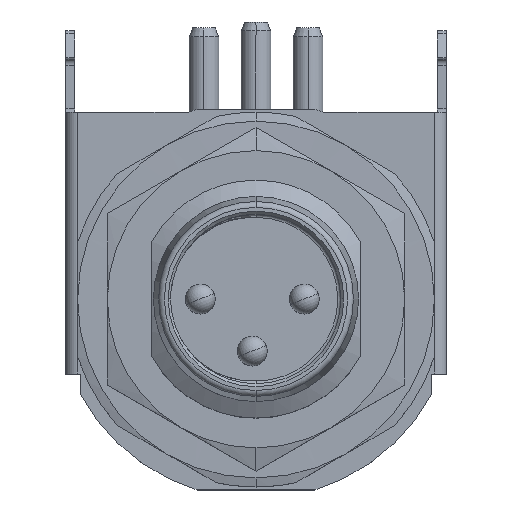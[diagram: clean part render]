
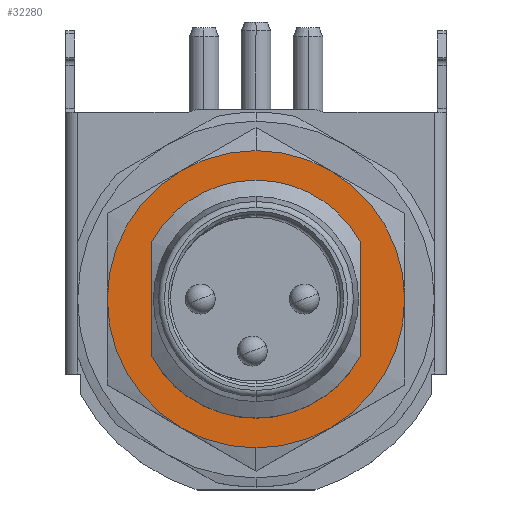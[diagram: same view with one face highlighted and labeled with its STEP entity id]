
A CAD part, top view. The second image highlights one B-rep face of the part: STEP entity #32280.
In plain terms, the highlighted face is planar.
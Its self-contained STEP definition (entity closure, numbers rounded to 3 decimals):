
#8770=CARTESIAN_POINT('',(10.5,-4.,0.));
#8780=VERTEX_POINT('',#8770);
#8810=CARTESIAN_POINT('',(10.5,0.,
0.));
#8820=DIRECTION('',(1.,0.,0.));
#8830=DIRECTION('',(0.,-1.,0.));
#8840=AXIS2_PLACEMENT_3D('',#8810,#8820,#8830);
#8850=CIRCLE('',#8840,4.);
#8860=CARTESIAN_POINT('',(10.5,-1.936,3.5));
#8870=VERTEX_POINT('',#8860);
#8880=EDGE_CURVE('',#8870,#8780,#8850,.T.);
#12030=CARTESIAN_POINT('',(10.5,-4.33,2.5));
#12040=VERTEX_POINT('',#12030);
#28290=CARTESIAN_POINT('',(10.5,4.,0.));
#28300=VERTEX_POINT('',#28290);
#28480=CARTESIAN_POINT('',(10.5,1.936,3.5));
#28490=VERTEX_POINT('',#28480);
#28520=CARTESIAN_POINT('',(10.5,0.,
0.));
#28530=DIRECTION('',(1.,0.,0.));
#28540=DIRECTION('',(0.,-1.,0.));
#28550=AXIS2_PLACEMENT_3D('',#28520,#28530,#28540);
#28560=CIRCLE('',#28550,4.);
#28570=EDGE_CURVE('',#28300,#28490,#28560,.T.);
#29730=CARTESIAN_POINT('',(10.5,0.,5.));
#29740=VERTEX_POINT('',#29730);
#30180=CARTESIAN_POINT('',(10.5,4.33,2.5));
#30190=VERTEX_POINT('',#30180);
#30260=CARTESIAN_POINT('',(10.5,5.,0.));
#30270=VERTEX_POINT('',#30260);
#30300=CARTESIAN_POINT('',(10.5,0.,
0.));
#30310=DIRECTION('',(1.,0.,0.));
#30320=DIRECTION('',(0.,1.,0.));
#30330=AXIS2_PLACEMENT_3D('',#30300,#30310,#30320);
#30340=CIRCLE('',#30330,5.);
#30350=EDGE_CURVE('',#30270,#30190,#30340,.T.);
#31490=CARTESIAN_POINT('',(10.5,6.928,6.));
#31500=DIRECTION('',(1.,0.,0.));
#31510=DIRECTION('',(0.,-1.,0.));
#31520=AXIS2_PLACEMENT_3D('',#31490,#31500,#31510);
#31530=PLANE('',#31520);
#31540=CARTESIAN_POINT('',(10.5,0.,
0.));
#31550=DIRECTION('',(1.,0.,0.));
#31560=DIRECTION('',(0.,1.,0.));
#31570=AXIS2_PLACEMENT_3D('',#31540,#31550,#31560);
#31580=CIRCLE('',#31570,5.);
#31590=CARTESIAN_POINT('',(10.5,-5.,
0.));
#31600=VERTEX_POINT('',#31590);
#31610=CARTESIAN_POINT('',(10.5,-4.33,-2.5));
#31620=VERTEX_POINT('',#31610);
#31630=EDGE_CURVE('',#31600,#31620,#31580,.T.);
#31640=ORIENTED_EDGE('',*,*,#31630,.T.);
#31650=EDGE_CURVE('',#12040,#31600,#31580,.T.);
#31660=ORIENTED_EDGE('',*,*,#31650,.T.);
#31670=CARTESIAN_POINT('',(10.5,0.,
0.));
#31680=DIRECTION('',(1.,0.,0.));
#31690=DIRECTION('',(0.,1.,0.));
#31700=AXIS2_PLACEMENT_3D('',#31670,#31680,#31690);
#31710=CIRCLE('',#31700,5.);
#31720=EDGE_CURVE('',#29740,#12040,#31710,.T.);
#31730=ORIENTED_EDGE('',*,*,#31720,.T.);
#31740=CARTESIAN_POINT('',(10.5,0.,
0.));
#31750=DIRECTION('',(-1.,0.,0.));
#31760=DIRECTION('',(0.,0.,1.));
#31770=AXIS2_PLACEMENT_3D('',#31740,#31750,#31760);
#31780=CIRCLE('',#31770,5.);
#31790=EDGE_CURVE('',#29740,#30190,#31780,.T.);
#31800=ORIENTED_EDGE('',*,*,#31790,.F.);
#31810=ORIENTED_EDGE('',*,*,#30350,.T.);
#31820=CARTESIAN_POINT('',(10.5,4.33,-2.5));
#31830=VERTEX_POINT('',#31820);
#31840=EDGE_CURVE('',#31830,#30270,#30340,.T.);
#31850=ORIENTED_EDGE('',*,*,#31840,.T.);
#31860=CARTESIAN_POINT('',(10.5,0.,
0.));
#31870=DIRECTION('',(1.,0.,0.));
#31880=DIRECTION('',(0.,0.,1.));
#31890=AXIS2_PLACEMENT_3D('',#31860,#31870,#31880);
#31900=CIRCLE('',#31890,5.);
#31910=CARTESIAN_POINT('',(10.5,0.,-5.));
#31920=VERTEX_POINT('',#31910);
#31930=EDGE_CURVE('',#31920,#31830,#31900,.T.);
#31940=ORIENTED_EDGE('',*,*,#31930,.T.);
#31950=CARTESIAN_POINT('',(10.5,0.,
0.));
#31960=DIRECTION('',(1.,0.,0.));
#31970=DIRECTION('',(0.,0.,1.));
#31980=AXIS2_PLACEMENT_3D('',#31950,#31960,#31970);
#31990=CIRCLE('',#31980,5.);
#32000=EDGE_CURVE('',#31620,#31920,#31990,.T.);
#32010=ORIENTED_EDGE('',*,*,#32000,.T.);
#32020=EDGE_LOOP('',(#32010,#31940,#31850,#31810,#31800,#31730,#31660,
#31640));
#32030=FACE_OUTER_BOUND('',#32020,.T.);
#32040=CARTESIAN_POINT('',(10.5,0.,3.5));
#32050=DIRECTION('',(0.,-1.,0.));
#32060=VECTOR('',#32050,1.);
#32070=LINE('',#32040,#32060);
#32080=EDGE_CURVE('',#28490,#8870,#32070,.T.);
#32090=ORIENTED_EDGE('',*,*,#32080,.F.);
#32100=ORIENTED_EDGE('',*,*,#8880,.F.);
#32110=CARTESIAN_POINT('',(10.5,-1.936,-3.5));
#32120=VERTEX_POINT('',#32110);
#32130=EDGE_CURVE('',#8780,#32120,#8850,.T.);
#32140=ORIENTED_EDGE('',*,*,#32130,.F.);
#32150=CARTESIAN_POINT('',(10.5,0.,-3.5));
#32160=DIRECTION('',(0.,1.,0.));
#32170=VECTOR('',#32160,1.);
#32180=LINE('',#32150,#32170);
#32190=CARTESIAN_POINT('',(10.5,1.936,-3.5));
#32200=VERTEX_POINT('',#32190);
#32210=EDGE_CURVE('',#32120,#32200,#32180,.T.);
#32220=ORIENTED_EDGE('',*,*,#32210,.F.);
#32230=EDGE_CURVE('',#32200,#28300,#28560,.T.);
#32240=ORIENTED_EDGE('',*,*,#32230,.F.);
#32250=ORIENTED_EDGE('',*,*,#28570,.F.);
#32260=EDGE_LOOP('',(#32250,#32240,#32220,#32140,#32100,#32090));
#32270=FACE_BOUND('',#32260,.T.);
#32280=ADVANCED_FACE('',(#32030,#32270),#31530,.T.);
